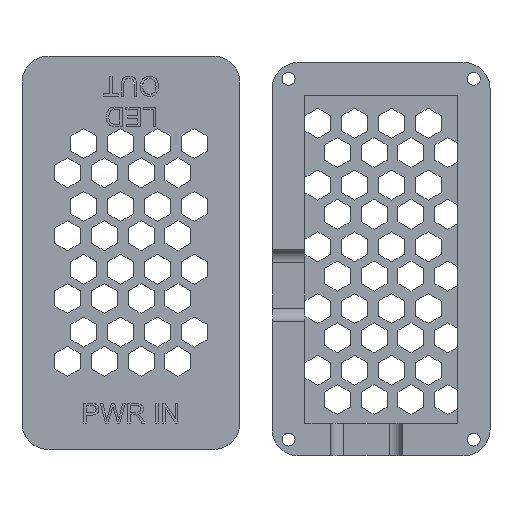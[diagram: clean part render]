
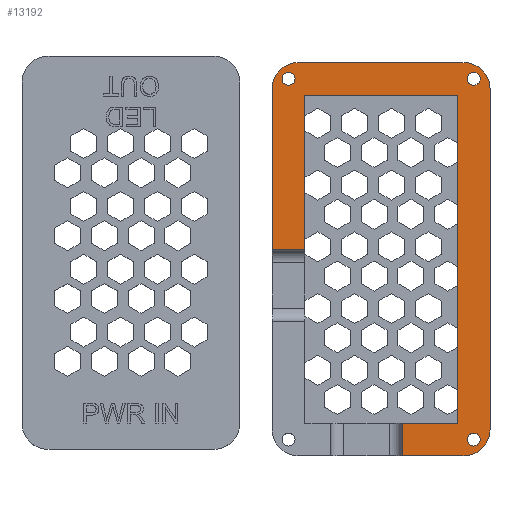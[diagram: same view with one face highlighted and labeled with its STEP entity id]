
A CAD part, top view. The second image highlights one B-rep face of the part: STEP entity #13192.
In plain terms, the highlighted planar face has unit normal (0, 0, 1).
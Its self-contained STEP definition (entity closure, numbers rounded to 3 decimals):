
#257=FACE_BOUND('',#1154,.T.);
#258=FACE_BOUND('',#1155,.T.);
#259=FACE_BOUND('',#1156,.T.);
#424=CIRCLE('',#13875,4.);
#425=CIRCLE('',#13876,4.);
#426=CIRCLE('',#13877,4.);
#427=CIRCLE('',#13878,1.);
#428=CIRCLE('',#13879,1.);
#429=CIRCLE('',#13880,1.);
#490=FACE_OUTER_BOUND('',#1153,.T.);
#1153=EDGE_LOOP('',(#8765,#8766,#8767,#8768,#8769,#8770,#8771,#8772,#8773,
#8774,#8775,#8776,#8777));
#1154=EDGE_LOOP('',(#8778));
#1155=EDGE_LOOP('',(#8779));
#1156=EDGE_LOOP('',(#8780));
#1988=LINE('',#17531,#3738);
#1993=LINE('',#17541,#3743);
#1998=LINE('',#17551,#3748);
#1999=LINE('',#17555,#3749);
#2000=LINE('',#17559,#3750);
#2001=LINE('',#17563,#3751);
#2002=LINE('',#17565,#3752);
#2003=LINE('',#17567,#3753);
#2004=LINE('',#17569,#3754);
#2005=LINE('',#17570,#3755);
#3738=VECTOR('',#14528,10.);
#3743=VECTOR('',#14537,10.);
#3748=VECTOR('',#14544,10.);
#3749=VECTOR('',#14547,10.);
#3750=VECTOR('',#14550,10.);
#3751=VECTOR('',#14553,10.);
#3752=VECTOR('',#14554,10.);
#3753=VECTOR('',#14555,10.);
#3754=VECTOR('',#14556,10.);
#3755=VECTOR('',#14557,10.);
#5485=VERTEX_POINT('',#17528);
#5486=VERTEX_POINT('',#17530);
#5489=VERTEX_POINT('',#17540);
#5493=VERTEX_POINT('',#17550);
#5494=VERTEX_POINT('',#17552);
#5495=VERTEX_POINT('',#17554);
#5496=VERTEX_POINT('',#17556);
#5497=VERTEX_POINT('',#17558);
#5498=VERTEX_POINT('',#17560);
#5499=VERTEX_POINT('',#17562);
#5500=VERTEX_POINT('',#17564);
#5501=VERTEX_POINT('',#17566);
#5502=VERTEX_POINT('',#17568);
#5503=VERTEX_POINT('',#17571);
#5504=VERTEX_POINT('',#17573);
#5505=VERTEX_POINT('',#17575);
#6792=EDGE_CURVE('',#5486,#5485,#1988,.T.);
#6797=EDGE_CURVE('',#5489,#5486,#1993,.T.);
#6802=EDGE_CURVE('',#5485,#5493,#1998,.T.);
#6803=EDGE_CURVE('',#5494,#5493,#424,.T.);
#6804=EDGE_CURVE('',#5494,#5495,#1999,.T.);
#6805=EDGE_CURVE('',#5496,#5495,#425,.T.);
#6806=EDGE_CURVE('',#5496,#5497,#2000,.T.);
#6807=EDGE_CURVE('',#5498,#5497,#426,.T.);
#6808=EDGE_CURVE('',#5498,#5499,#2001,.T.);
#6809=EDGE_CURVE('',#5499,#5500,#2002,.T.);
#6810=EDGE_CURVE('',#5500,#5501,#2003,.T.);
#6811=EDGE_CURVE('',#5501,#5502,#2004,.T.);
#6812=EDGE_CURVE('',#5502,#5489,#2005,.T.);
#6813=EDGE_CURVE('',#5503,#5503,#427,.T.);
#6814=EDGE_CURVE('',#5504,#5504,#428,.T.);
#6815=EDGE_CURVE('',#5505,#5505,#429,.T.);
#8765=ORIENTED_EDGE('',*,*,#6792,.T.);
#8766=ORIENTED_EDGE('',*,*,#6802,.T.);
#8767=ORIENTED_EDGE('',*,*,#6803,.F.);
#8768=ORIENTED_EDGE('',*,*,#6804,.T.);
#8769=ORIENTED_EDGE('',*,*,#6805,.F.);
#8770=ORIENTED_EDGE('',*,*,#6806,.T.);
#8771=ORIENTED_EDGE('',*,*,#6807,.F.);
#8772=ORIENTED_EDGE('',*,*,#6808,.T.);
#8773=ORIENTED_EDGE('',*,*,#6809,.T.);
#8774=ORIENTED_EDGE('',*,*,#6810,.T.);
#8775=ORIENTED_EDGE('',*,*,#6811,.T.);
#8776=ORIENTED_EDGE('',*,*,#6812,.T.);
#8777=ORIENTED_EDGE('',*,*,#6797,.T.);
#8778=ORIENTED_EDGE('',*,*,#6813,.T.);
#8779=ORIENTED_EDGE('',*,*,#6814,.T.);
#8780=ORIENTED_EDGE('',*,*,#6815,.T.);
#12627=PLANE('',#13874);
#13192=ADVANCED_FACE('',(#490,#257,#258,#259),#12627,.T.);
#13874=AXIS2_PLACEMENT_3D('',#17549,#14542,#14543);
#13875=AXIS2_PLACEMENT_3D('',#17553,#14545,#14546);
#13876=AXIS2_PLACEMENT_3D('',#17557,#14548,#14549);
#13877=AXIS2_PLACEMENT_3D('',#17561,#14551,#14552);
#13878=AXIS2_PLACEMENT_3D('',#17572,#14558,#14559);
#13879=AXIS2_PLACEMENT_3D('',#17574,#14560,#14561);
#13880=AXIS2_PLACEMENT_3D('',#17576,#14562,#14563);
#14528=DIRECTION('',(0.,-1.,0.));
#14537=DIRECTION('',(-1.,0.,0.));
#14542=DIRECTION('center_axis',(0.,0.,1.));
#14543=DIRECTION('ref_axis',(1.,0.,0.));
#14544=DIRECTION('',(1.,0.,0.));
#14545=DIRECTION('center_axis',(0.,0.,-1.));
#14546=DIRECTION('ref_axis',(0.707,-0.707,0.));
#14547=DIRECTION('',(0.,1.,0.));
#14548=DIRECTION('center_axis',(0.,0.,-1.));
#14549=DIRECTION('ref_axis',(0.707,0.707,0.));
#14550=DIRECTION('',(-1.,0.,0.));
#14551=DIRECTION('center_axis',(0.,0.,-1.));
#14552=DIRECTION('ref_axis',(-0.707,0.707,0.));
#14553=DIRECTION('',(0.,-1.,0.));
#14554=DIRECTION('',(1.,0.,0.));
#14555=DIRECTION('',(0.,1.,0.));
#14556=DIRECTION('',(1.,0.,0.));
#14557=DIRECTION('',(0.,-1.,0.));
#14558=DIRECTION('center_axis',(0.,0.,-1.));
#14559=DIRECTION('ref_axis',(-1.,0.,0.));
#14560=DIRECTION('center_axis',(0.,0.,-1.));
#14561=DIRECTION('ref_axis',(-1.,0.,0.));
#14562=DIRECTION('center_axis',(0.,0.,-1.));
#14563=DIRECTION('ref_axis',(-1.,0.,0.));
#17528=CARTESIAN_POINT('',(15.,-5.,9.));
#17530=CARTESIAN_POINT('',(15.,0.,9.));
#17531=CARTESIAN_POINT('',(15.,12.625,9.));
#17540=CARTESIAN_POINT('',(23.5,0.,9.));
#17541=CARTESIAN_POINT('',(0.,0.,9.));
#17549=CARTESIAN_POINT('Origin',(11.75,25.25,9.));
#17550=CARTESIAN_POINT('',(24.5,-5.,9.));
#17551=CARTESIAN_POINT('',(28.5,-5.,9.));
#17552=CARTESIAN_POINT('',(28.5,-1.,9.));
#17553=CARTESIAN_POINT('Origin',(24.5,-1.,9.));
#17554=CARTESIAN_POINT('',(28.5,51.5,9.));
#17555=CARTESIAN_POINT('',(28.5,55.5,9.));
#17556=CARTESIAN_POINT('',(24.5,55.5,9.));
#17557=CARTESIAN_POINT('Origin',(24.5,51.5,9.));
#17558=CARTESIAN_POINT('',(-1.,55.5,9.));
#17559=CARTESIAN_POINT('',(-5.,55.5,9.));
#17560=CARTESIAN_POINT('',(-5.,51.5,9.));
#17561=CARTESIAN_POINT('Origin',(-1.,51.5,9.));
#17562=CARTESIAN_POINT('',(-5.,26.728,9.));
#17563=CARTESIAN_POINT('',(-5.,-5.,9.));
#17564=CARTESIAN_POINT('',(0.,26.728,9.));
#17565=CARTESIAN_POINT('',(3.375,26.728,9.));
#17566=CARTESIAN_POINT('',(0.,50.5,9.));
#17567=CARTESIAN_POINT('',(0.,50.5,9.));
#17568=CARTESIAN_POINT('',(23.5,50.5,9.));
#17569=CARTESIAN_POINT('',(23.5,50.5,9.));
#17570=CARTESIAN_POINT('',(23.5,0.,9.));
#17571=CARTESIAN_POINT('',(27.,53.,9.));
#17572=CARTESIAN_POINT('Origin',(26.,53.,9.));
#17573=CARTESIAN_POINT('',(-1.5,53.,9.));
#17574=CARTESIAN_POINT('Origin',(-2.5,53.,9.));
#17575=CARTESIAN_POINT('',(27.,-2.5,9.));
#17576=CARTESIAN_POINT('Origin',(26.,-2.5,9.));
